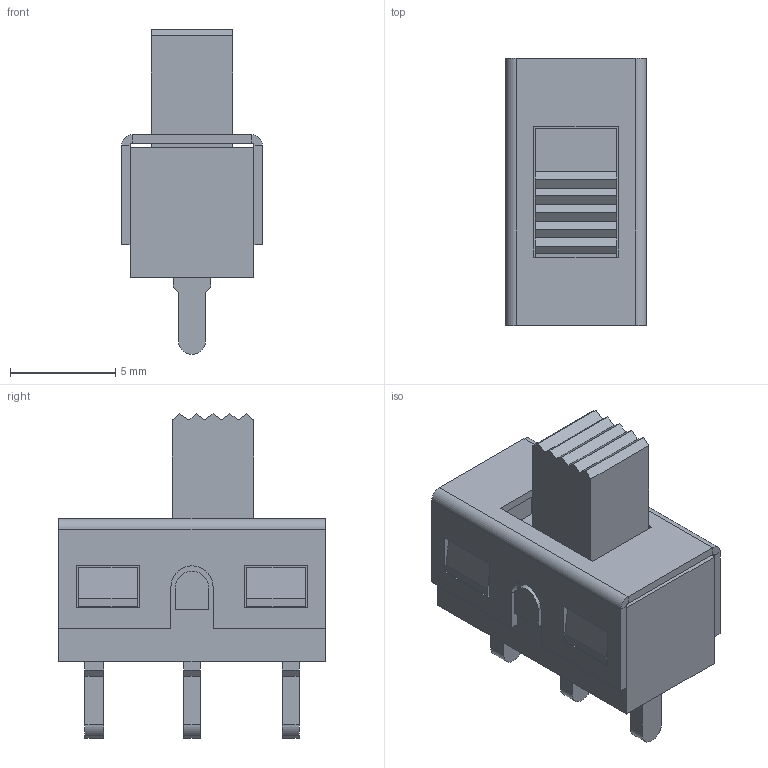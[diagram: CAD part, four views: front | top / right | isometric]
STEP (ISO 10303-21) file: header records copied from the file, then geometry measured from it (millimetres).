
FILE_DESCRIPTION(('STEP AP214'), '1');
FILE_NAME('ss12d10_1', '2024-08-14T23:19:36', (''), (''), 'C3D Converter', 'C3D Toolkit', '');
FILE_SCHEMA(('AUTOMOTIVE_DESIGN { 1 0 10303 214 3 1 1}'));
Length unit declared in the file: millimetre
Bounding box: 6.7 x 12.7 x 15.45 mm (x, y, z)
Volume: 445.8 mm3; surface area: 1282.6 mm2
Topology: 7 solids, 7 shells, 186 faces, 486 edges, 318 vertices
Faces by surface type: plane 175, cylinder 11
Entity records: 7172 total; most frequent: CARTESIAN_POINT 991, ORIENTED_EDGE 972, DIRECTION 882, EDGE_CURVE 486, LINE 464, VECTOR 464, VERTEX_POINT 318, AXIS2_PLACEMENT_3D 209
